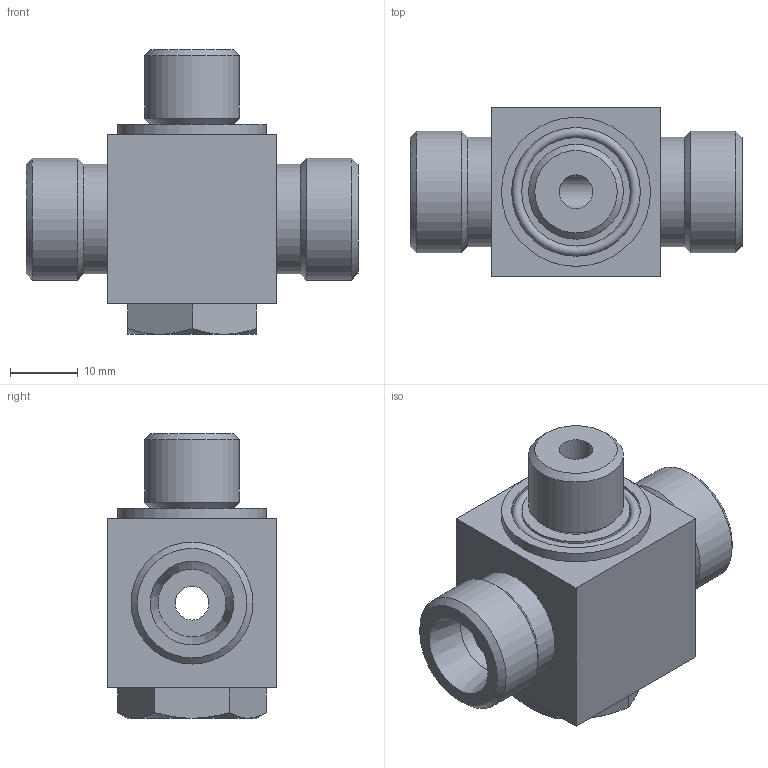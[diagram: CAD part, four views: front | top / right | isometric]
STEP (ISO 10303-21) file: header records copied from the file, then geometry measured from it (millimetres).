
FILE_DESCRIPTION(/* description */ ('STEP AP203'),/* implementation_level */ '2;1');
FILE_NAME(/* name */ 'Swivel Body TSKVM 101-01',/* time_stamp */ '2025-01-16T09:43:57+01:00',/* author */ ('License CC BY-ND 4.0'),/* organization */ ('CADENAS'),/* preprocessor_version */ 'ST-DEVELOPER v19.3',/* originating_system */ 'PARTsolutions',/* authorisation */ ' ');
FILE_SCHEMA (('CONFIG_CONTROL_DESIGN'));
Length unit declared in the file: millimetre
Products named in the file (1): Schwenkkoerper TSKVM 101-01
Bounding box: 49 x 25 x 42 mm (x, y, z)
Volume: 22402.9 mm3; surface area: 7418.5 mm2
Topology: 1 solids, 1 shells, 47 faces, 97 edges, 60 vertices
Faces by surface type: plane 20, cone 14, cylinder 12, torus 1
Full cylindrical faces by diameter (mm): 5 x2, 10 x2, 14 x1, 16 x1, 16.16 x2, 18 x2, 19 x1, 22 x1
Entity records: 1477 total; most frequent: CARTESIAN_POINT 214, DIRECTION 194, ORIENTED_EDGE 146, AXIS2_PLACEMENT_3D 85, EDGE_LOOP 80, FACE_BOUND 80, EDGE_CURVE 73, VERTEX_POINT 57
